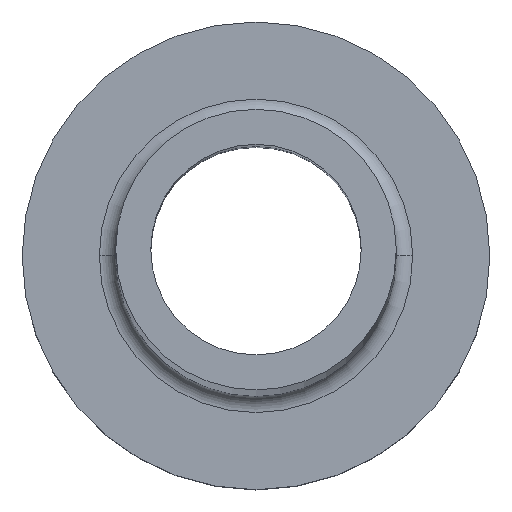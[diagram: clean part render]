
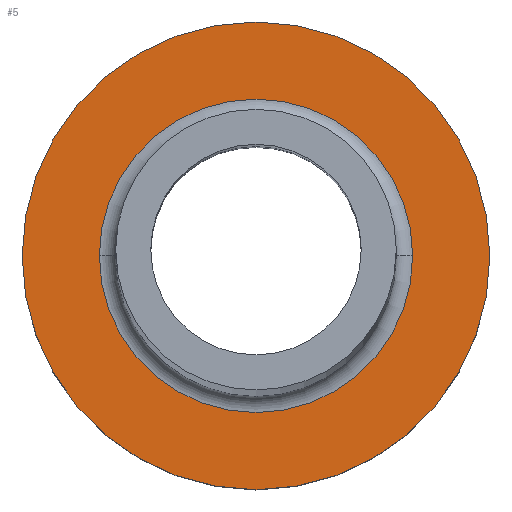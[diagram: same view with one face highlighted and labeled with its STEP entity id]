
A CAD part, top view. The second image highlights one B-rep face of the part: STEP entity #5.
In plain terms, the highlighted planar face has unit normal (0, 0, 1).
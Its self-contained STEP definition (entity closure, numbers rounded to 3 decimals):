
#2 = VERTEX_POINT ( 'NONE', #297 ) ;
#5 = ADVANCED_FACE ( 'NONE', ( #266, #360 ), #183, .T. ) ;
#8 = DIRECTION ( 'NONE',  ( 0., 0., 1. ) ) ;
#23 = VERTEX_POINT ( 'NONE', #130 ) ;
#31 = ORIENTED_EDGE ( 'NONE', *, *, #400, .T. ) ;
#76 = ORIENTED_EDGE ( 'NONE', *, *, #120, .T. ) ;
#92 = DIRECTION ( 'NONE',  ( 0., 0., 1. ) ) ;
#120 = EDGE_CURVE ( 'NONE', #447, #281, #215, .T. ) ;
#130 = CARTESIAN_POINT ( 'NONE',  ( 10., 0., 7. ) ) ;
#142 = EDGE_LOOP ( 'NONE', ( #419, #76 ) ) ;
#173 = EDGE_LOOP ( 'NONE', ( #31, #258 ) ) ;
#183 = PLANE ( 'NONE',  #337 ) ;
#186 = AXIS2_PLACEMENT_3D ( 'NONE', #203, #92, #304 ) ;
#203 = CARTESIAN_POINT ( 'NONE',  ( 0., 0., 7. ) ) ;
#215 = CIRCLE ( 'NONE', #275, 6.7 ) ;
#224 = DIRECTION ( 'NONE',  ( 1., 0., 0. ) ) ;
#226 = CARTESIAN_POINT ( 'NONE',  ( 0., 0., 7. ) ) ;
#229 = CARTESIAN_POINT ( 'NONE',  ( 6.7, 0., 7. ) ) ;
#251 = DIRECTION ( 'NONE',  ( 1., 0., 0. ) ) ;
#253 = DIRECTION ( 'NONE',  ( 0., 0., -1. ) ) ;
#258 = ORIENTED_EDGE ( 'NONE', *, *, #279, .T. ) ;
#260 = CIRCLE ( 'NONE', #186, 10. ) ;
#265 = DIRECTION ( 'NONE',  ( 1., 0., 0. ) ) ;
#266 = FACE_BOUND ( 'NONE', #142, .T. ) ;
#271 = CARTESIAN_POINT ( 'NONE',  ( -6.7, 0., 7. ) ) ;
#275 = AXIS2_PLACEMENT_3D ( 'NONE', #429, #253, #251 ) ;
#279 = EDGE_CURVE ( 'NONE', #23, #2, #410, .T. ) ;
#281 = VERTEX_POINT ( 'NONE', #229 ) ;
#294 = DIRECTION ( 'NONE',  ( 0., 0., 1. ) ) ;
#297 = CARTESIAN_POINT ( 'NONE',  ( -10., 0., 7. ) ) ;
#304 = DIRECTION ( 'NONE',  ( 1., 0., 0. ) ) ;
#318 = CARTESIAN_POINT ( 'NONE',  ( 0., 0., 7. ) ) ;
#322 = CARTESIAN_POINT ( 'NONE',  ( 0., 0., 7. ) ) ;
#325 = AXIS2_PLACEMENT_3D ( 'NONE', #318, #294, #265 ) ;
#332 = EDGE_CURVE ( 'NONE', #281, #447, #439, .T. ) ;
#337 = AXIS2_PLACEMENT_3D ( 'NONE', #322, #8, #224 ) ;
#360 = FACE_OUTER_BOUND ( 'NONE', #173, .T. ) ;
#369 = AXIS2_PLACEMENT_3D ( 'NONE', #226, #438, #395 ) ;
#395 = DIRECTION ( 'NONE',  ( 1., 0., 0. ) ) ;
#400 = EDGE_CURVE ( 'NONE', #2, #23, #260, .T. ) ;
#410 = CIRCLE ( 'NONE', #325, 10. ) ;
#419 = ORIENTED_EDGE ( 'NONE', *, *, #332, .T. ) ;
#429 = CARTESIAN_POINT ( 'NONE',  ( 0., 0., 7. ) ) ;
#438 = DIRECTION ( 'NONE',  ( 0., 0., -1. ) ) ;
#439 = CIRCLE ( 'NONE', #369, 6.7 ) ;
#447 = VERTEX_POINT ( 'NONE', #271 ) ;
